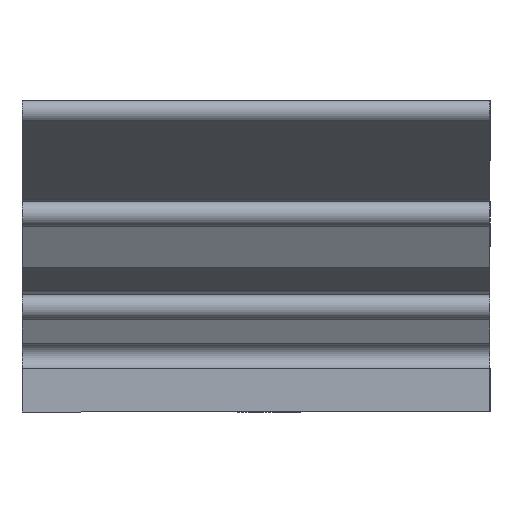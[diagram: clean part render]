
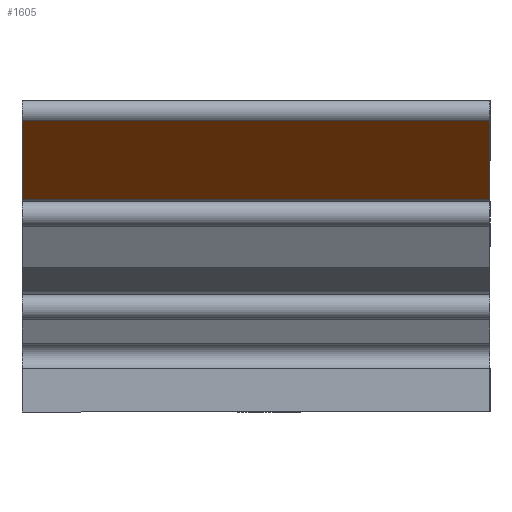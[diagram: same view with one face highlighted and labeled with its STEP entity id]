
A CAD part, left-side view. The second image highlights one B-rep face of the part: STEP entity #1605.
In plain terms, the highlighted planar face has unit normal (-0.609, 0, -0.793).
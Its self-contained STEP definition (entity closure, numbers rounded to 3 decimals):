
#261 = VERTEX_POINT('',#262);
#262 = CARTESIAN_POINT('',(8.607,0.,16.999));
#269 = EDGE_CURVE('',#270,#261,#272,.T.);
#270 = VERTEX_POINT('',#271);
#271 = CARTESIAN_POINT('',(0.366,0.,23.322));
#272 = LINE('',#273,#274);
#273 = CARTESIAN_POINT('',(0.366,0.,23.322));
#274 = VECTOR('',#275,1.);
#275 = DIRECTION('',(0.793,0.,-0.609));
#805 = VERTEX_POINT('',#806);
#806 = CARTESIAN_POINT('',(8.607,-37.5,16.999));
#813 = EDGE_CURVE('',#814,#805,#816,.T.);
#814 = VERTEX_POINT('',#815);
#815 = CARTESIAN_POINT('',(0.366,-37.5,23.322));
#816 = LINE('',#817,#818);
#817 = CARTESIAN_POINT('',(0.366,-37.5,23.322));
#818 = VECTOR('',#819,1.);
#819 = DIRECTION('',(0.793,0.,-0.609));
#1594 = EDGE_CURVE('',#261,#805,#1595,.T.);
#1595 = LINE('',#1596,#1597);
#1596 = CARTESIAN_POINT('',(8.607,0.,16.999));
#1597 = VECTOR('',#1598,1.);
#1598 = DIRECTION('',(0.,-1.,0.));
#1605 = ADVANCED_FACE('',(#1606),#1617,.F.);
#1606 = FACE_BOUND('',#1607,.F.);
#1607 = EDGE_LOOP('',(#1608,#1614,#1615,#1616));
#1608 = ORIENTED_EDGE('',*,*,#1609,.T.);
#1609 = EDGE_CURVE('',#270,#814,#1610,.T.);
#1610 = LINE('',#1611,#1612);
#1611 = CARTESIAN_POINT('',(0.366,0.,23.322));
#1612 = VECTOR('',#1613,1.);
#1613 = DIRECTION('',(0.,-1.,0.));
#1614 = ORIENTED_EDGE('',*,*,#813,.T.);
#1615 = ORIENTED_EDGE('',*,*,#1594,.F.);
#1616 = ORIENTED_EDGE('',*,*,#269,.F.);
#1617 = PLANE('',#1618);
#1618 = AXIS2_PLACEMENT_3D('',#1619,#1620,#1621);
#1619 = CARTESIAN_POINT('',(0.366,0.,23.322));
#1620 = DIRECTION('',(0.609,0.,0.793));
#1621 = DIRECTION('',(0.793,0.,-0.609));
